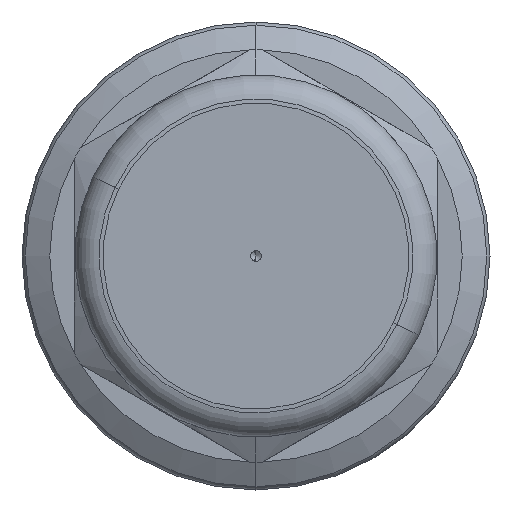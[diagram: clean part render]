
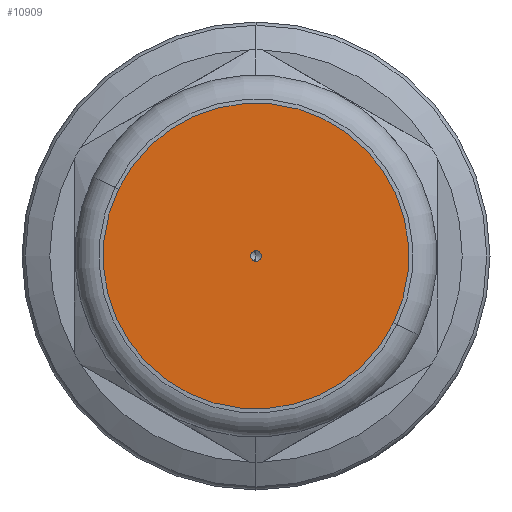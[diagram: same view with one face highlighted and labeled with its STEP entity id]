
A CAD part, left-side view. The second image highlights one B-rep face of the part: STEP entity #10909.
In plain terms, the highlighted planar face has unit normal (-1, 0, 0).
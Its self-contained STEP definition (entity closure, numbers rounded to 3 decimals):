
#33 = DIRECTION ( 'NONE',  ( 0., 0.899, 0.437 ) ) ;
#262 = CARTESIAN_POINT ( 'NONE',  ( -68.9, -15.602, -7.59 ) ) ;
#718 = CARTESIAN_POINT ( 'NONE',  ( -68.9, 0., 0. ) ) ;
#1610 = AXIS2_PLACEMENT_3D ( 'NONE', #10451, #6489, #11705 ) ;
#1919 = ORIENTED_EDGE ( 'NONE', *, *, #16097, .T. ) ;
#3574 = CIRCLE ( 'NONE', #4710, 0.6 ) ;
#3623 = EDGE_CURVE ( 'NONE', #16375, #6380, #9934, .T. ) ;
#4343 = AXIS2_PLACEMENT_3D ( 'NONE', #6415, #12682, #33 ) ;
#4465 = EDGE_CURVE ( 'NONE', #6380, #16375, #5351, .T. ) ;
#4515 = VERTEX_POINT ( 'NONE', #8359 ) ;
#4710 = AXIS2_PLACEMENT_3D ( 'NONE', #6059, #7146, #4779 ) ;
#4717 = DIRECTION ( 'NONE',  ( 0., -0.899, -0.437 ) ) ;
#4779 = DIRECTION ( 'NONE',  ( 0., -0.899, -0.437 ) ) ;
#5081 = FACE_BOUND ( 'NONE', #14842, .T. ) ;
#5351 = CIRCLE ( 'NONE', #15286, 17.35 ) ;
#5582 = EDGE_CURVE ( 'NONE', #4515, #12560, #13292, .T. ) ;
#5896 = DIRECTION ( 'NONE',  ( 1., 0., 0. ) ) ;
#5937 = DIRECTION ( 'NONE',  ( 1., 0., 0. ) ) ;
#6059 = CARTESIAN_POINT ( 'NONE',  ( -68.9, 0., 0. ) ) ;
#6099 = ORIENTED_EDGE ( 'NONE', *, *, #4465, .F. ) ;
#6380 = VERTEX_POINT ( 'NONE', #13740 ) ;
#6415 = CARTESIAN_POINT ( 'NONE',  ( -68.9, -0.54, -0.262 ) ) ;
#6489 = DIRECTION ( 'NONE',  ( 1., 0., 0. ) ) ;
#7146 = DIRECTION ( 'NONE',  ( 1., 0., 0. ) ) ;
#7624 = PLANE ( 'NONE',  #4343 ) ;
#8359 = CARTESIAN_POINT ( 'NONE',  ( -68.9, -0.54, -0.262 ) ) ;
#8421 = DIRECTION ( 'NONE',  ( 0., -0.899, -0.437 ) ) ;
#9460 = FACE_OUTER_BOUND ( 'NONE', #16309, .T. ) ;
#9731 = ORIENTED_EDGE ( 'NONE', *, *, #3623, .F. ) ;
#9934 = CIRCLE ( 'NONE', #11995, 17.35 ) ;
#10451 = CARTESIAN_POINT ( 'NONE',  ( -68.9, 0., 0. ) ) ;
#10826 = ORIENTED_EDGE ( 'NONE', *, *, #5582, .T. ) ;
#10909 = ADVANCED_FACE ( 'NONE', ( #5081, #9460 ), #7624, .T. ) ;
#11705 = DIRECTION ( 'NONE',  ( 0., -0.899, -0.437 ) ) ;
#11995 = AXIS2_PLACEMENT_3D ( 'NONE', #15869, #5896, #8421 ) ;
#12560 = VERTEX_POINT ( 'NONE', #16067 ) ;
#12682 = DIRECTION ( 'NONE',  ( -1., 0., 0. ) ) ;
#13292 = CIRCLE ( 'NONE', #1610, 0.6 ) ;
#13740 = CARTESIAN_POINT ( 'NONE',  ( -68.9, 15.602, 7.59 ) ) ;
#14842 = EDGE_LOOP ( 'NONE', ( #10826, #1919 ) ) ;
#15286 = AXIS2_PLACEMENT_3D ( 'NONE', #718, #5937, #4717 ) ;
#15869 = CARTESIAN_POINT ( 'NONE',  ( -68.9, 0., 0. ) ) ;
#16067 = CARTESIAN_POINT ( 'NONE',  ( -68.9, 0.54, 0.262 ) ) ;
#16097 = EDGE_CURVE ( 'NONE', #12560, #4515, #3574, .T. ) ;
#16309 = EDGE_LOOP ( 'NONE', ( #9731, #6099 ) ) ;
#16375 = VERTEX_POINT ( 'NONE', #262 ) ;
